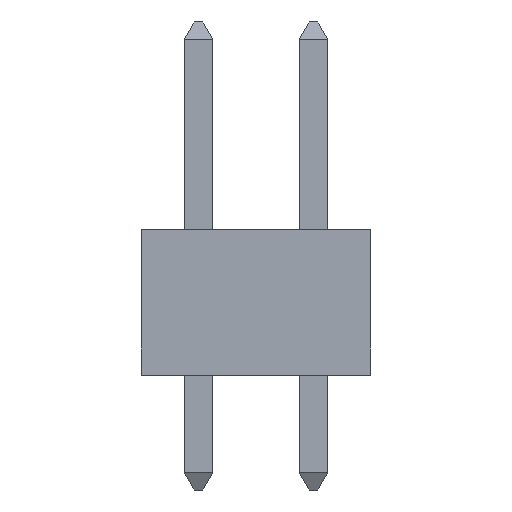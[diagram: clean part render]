
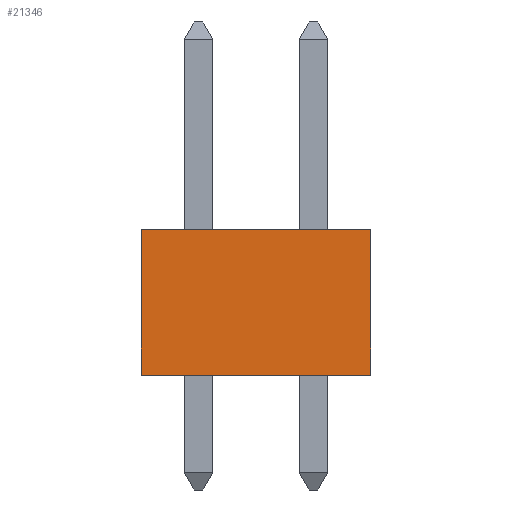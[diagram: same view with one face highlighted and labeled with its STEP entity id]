
A CAD part, left-side view. The second image highlights one B-rep face of the part: STEP entity #21346.
In plain terms, the highlighted planar face has unit normal (-1, 0, 0).
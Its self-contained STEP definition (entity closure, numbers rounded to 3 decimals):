
#21285 = CARTESIAN_POINT ( 'NONE',  ( -1., 3., 0. ) ) ;
#21286 = VERTEX_POINT ( 'NONE', #21285 ) ;
#21293 = CARTESIAN_POINT ( 'NONE',  ( -1., 3., 2.54 ) ) ;
#21294 = VERTEX_POINT ( 'NONE', #21293 ) ;
#21295 = CARTESIAN_POINT ( 'NONE',  ( -1., 3., 2.54 ) ) ;
#21296 = DIRECTION ( 'NONE',  ( 0., 0., -1. ) ) ;
#21297 = VECTOR ( 'NONE', #21296, 1000. ) ;
#21298 = LINE ( 'NONE', #21295, #21297 ) ;
#21299 = EDGE_CURVE ( 'NONE', #21294, #21286, #21298, .T. ) ;
#21316 = CARTESIAN_POINT ( 'NONE',  ( -1., -1., 0. ) ) ;
#21317 = VERTEX_POINT ( 'NONE', #21316 ) ;
#21318 = CARTESIAN_POINT ( 'NONE',  ( -1., -1., 0. ) ) ;
#21319 = DIRECTION ( 'NONE',  ( 0., -1., 0. ) ) ;
#21320 = VECTOR ( 'NONE', #21319, 1000. ) ;
#21321 = LINE ( 'NONE', #21318, #21320 ) ;
#21322 = EDGE_CURVE ( 'NONE', #21286, #21317, #21321, .T. ) ;
#21323 = ORIENTED_EDGE ( 'NONE', *, *, #21322, .T. ) ;
#21324 = CARTESIAN_POINT ( 'NONE',  ( -1., -1., 2.54 ) ) ;
#21325 = VERTEX_POINT ( 'NONE', #21324 ) ;
#21326 = CARTESIAN_POINT ( 'NONE',  ( -1., -1., 2.54 ) ) ;
#21327 = DIRECTION ( 'NONE',  ( 0., 0., -1. ) ) ;
#21328 = VECTOR ( 'NONE', #21327, 1000. ) ;
#21329 = LINE ( 'NONE', #21326, #21328 ) ;
#21330 = EDGE_CURVE ( 'NONE', #21325, #21317, #21329, .T. ) ;
#21331 = ORIENTED_EDGE ( 'NONE', *, *, #21330, .F. ) ;
#21332 = CARTESIAN_POINT ( 'NONE',  ( -1., -1., 2.54 ) ) ;
#21333 = DIRECTION ( 'NONE',  ( 0., -1., 0. ) ) ;
#21334 = VECTOR ( 'NONE', #21333, 1000. ) ;
#21335 = LINE ( 'NONE', #21332, #21334 ) ;
#21336 = EDGE_CURVE ( 'NONE', #21294, #21325, #21335, .T. ) ;
#21337 = ORIENTED_EDGE ( 'NONE', *, *, #21336, .F. ) ;
#21338 = ORIENTED_EDGE ( 'NONE', *, *, #21299, .T. ) ;
#21339 = EDGE_LOOP ( 'NONE', ( #21323, #21331, #21337, #21338 ) ) ;
#21340 = FACE_OUTER_BOUND ( 'NONE', #21339, .T. ) ;
#21341 = CARTESIAN_POINT ( 'NONE',  ( -1., -1., 2.54 ) ) ;
#21342 = DIRECTION ( 'NONE',  ( 1., 0., 0. ) ) ;
#21343 = DIRECTION ( 'NONE',  ( 0., 1., 0. ) ) ;
#21344 = AXIS2_PLACEMENT_3D ( 'NONE', #21341, #21342, #21343 ) ;
#21345 = PLANE ( 'NONE', #21344 ) ;
#21346 = ADVANCED_FACE ( 'NONE', ( #21340 ), #21345, .F. ) ;
